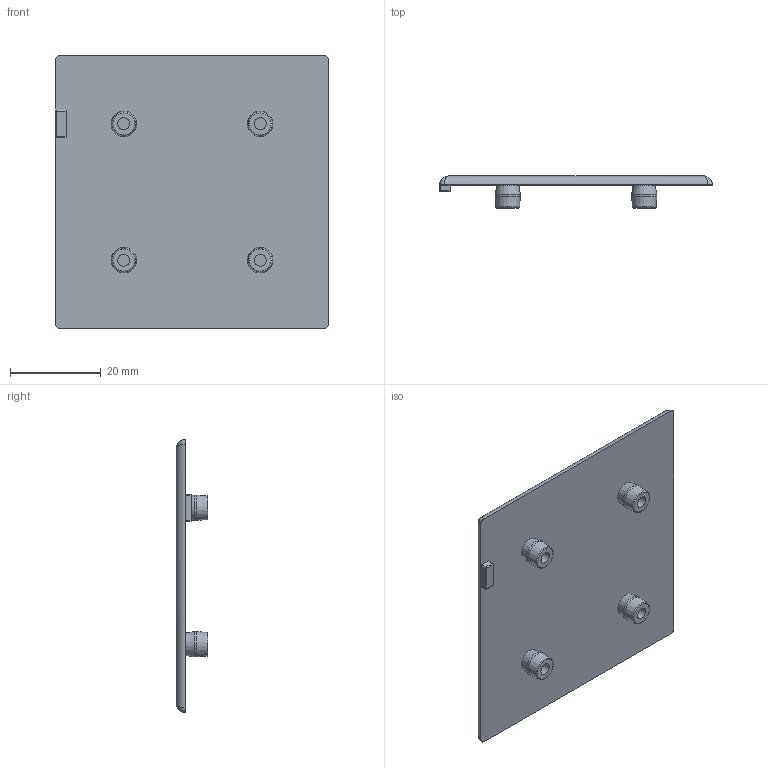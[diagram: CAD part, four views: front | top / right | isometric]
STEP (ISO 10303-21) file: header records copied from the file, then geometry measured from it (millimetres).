
FILE_DESCRIPTION(/* description */ (''),/* implementation_level */ '2;1');
FILE_NAME(/* name */ '226060.stp',/* time_stamp */ '2022-10-05T10:11:59+02:00',/* author */ ('aluteckkpl_am'),/* organization */ (''),/* preprocessor_version */ 'ST-DEVELOPER v18.1',/* originating_system */ 'Autodesk Inventor 2021',/* authorisation */ '');
FILE_SCHEMA (('CONFIG_CONTROL_DESIGN'));
Length unit declared in the file: millimetre
Products named in the file (2): 226060-ZP; 226060
Assembly tree (1 placements, depth 2):
  226060-ZP
    226060
Bounding box: 60 x 7 x 60 mm (x, y, z)
Volume: 7361.5 mm3; surface area: 7997.6 mm2
Topology: 1 solids, 1 shells, 55 faces, 139 edges, 86 vertices
Faces by surface type: cylinder 20, plane 15, cone 8, torus 4, sphere 4, bspline 4
Full cylindrical faces by diameter (mm): 2.6 x4, 5.6 x4
Entity records: 1810 total; most frequent: CARTESIAN_POINT 391, DIRECTION 325, ORIENTED_EDGE 262, AXIS2_PLACEMENT_3D 140, EDGE_CURVE 131, VERTEX_POINT 86, CIRCLE 78, EDGE_LOOP 63
